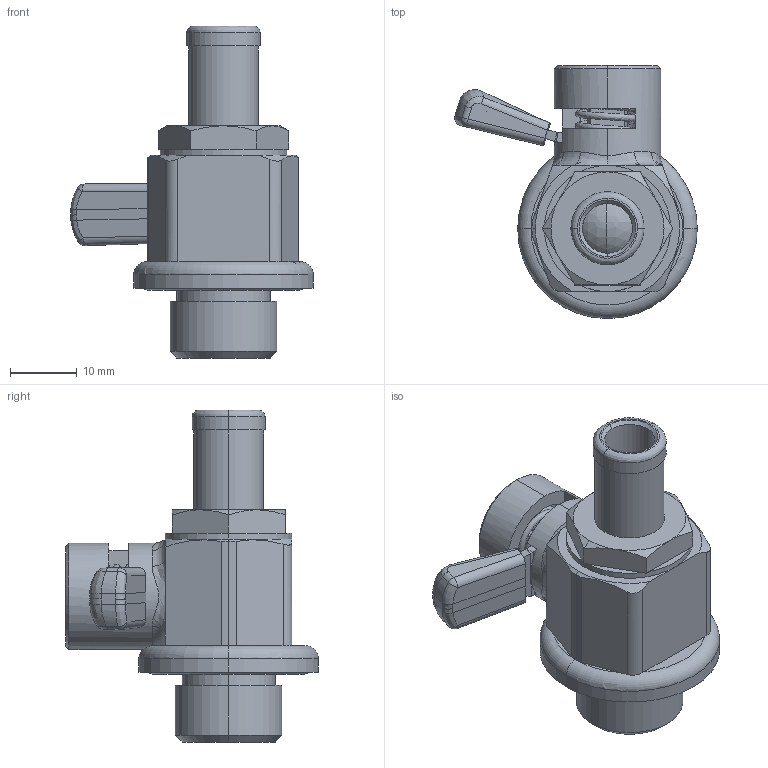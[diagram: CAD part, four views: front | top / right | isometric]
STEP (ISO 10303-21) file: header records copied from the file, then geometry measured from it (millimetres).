
FILE_DESCRIPTION (( 'STEP AP203' ), '1' );
FILE_NAME ('S-H.STEP', '2015-10-30T04:11:19', ( '微软用户' ), ( '微软中国' ), 'SwSTEP 2.0', 'SolidWorks 2010', '' );
FILE_SCHEMA (( 'CONFIG_CONTROL_DESIGN' ));
Length unit declared in the file: millimetre
Products named in the file (12): S-108极; 縐銅; 球座1; 苤粟銅_1; S-H; O型圈2.7-1.9; O型圈20-2.5; 菜え忒梟; 概裝; 苤忒梟; S-EZO-Hñ; 球体10
Assembly tree (12 placements, depth 2):
  S-H
    苤忒梟
    S-108极
    苤粟銅_1
    球体10
    O型圈2.7-1.9
    菜え忒梟
    概裝
    球座1  x2
    S-EZO-Hñ
    O型圈20-2.5
    縐銅
Bounding box: 36.47 x 38 x 49.9 mm (x, y, z)
Volume: 12523.7 mm3; surface area: 11646.8 mm2
Topology: 13 solids, 13 shells, 334 faces, 796 edges, 500 vertices
Faces by surface type: plane 133, cylinder 102, bspline 37, cone 32, torus 28, sphere 2
Entity records: 16107 total; most frequent: CARTESIAN_POINT 7238, DIRECTION 1601, ORIENTED_EDGE 1566, EDGE_CURVE 783, AXIS2_PLACEMENT_3D 633, VERTEX_POINT 493, EDGE_LOOP 364, LINE 335
